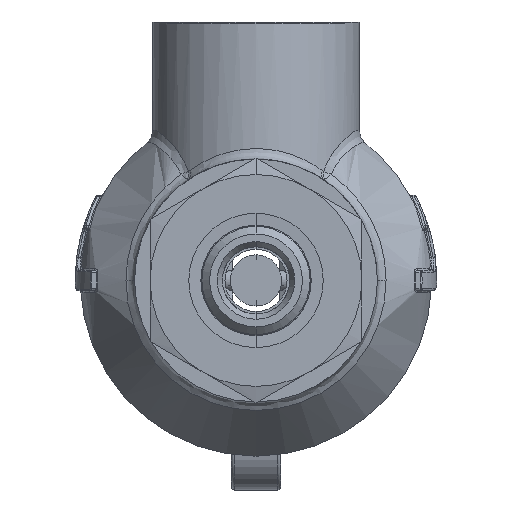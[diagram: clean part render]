
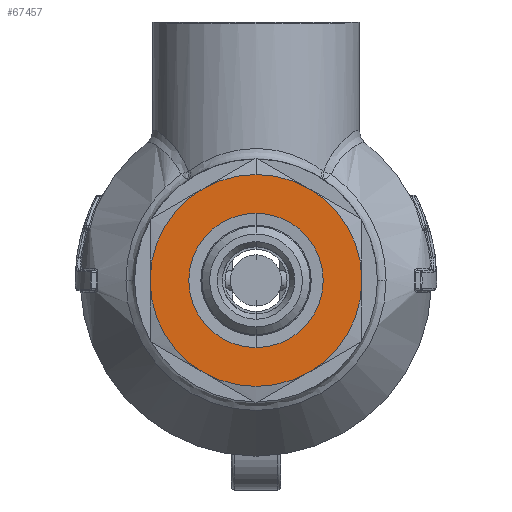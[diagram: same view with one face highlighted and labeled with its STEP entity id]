
A CAD part, front view. The second image highlights one B-rep face of the part: STEP entity #67457.
In plain terms, the highlighted planar face has unit normal (0, -1, 0).
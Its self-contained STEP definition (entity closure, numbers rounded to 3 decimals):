
#205 = AXIS2_PLACEMENT_3D ( 'NONE', #36814, #50843, #49972 ) ;
#279 = DIRECTION ( 'NONE',  ( 0., 0., 1. ) ) ;
#804 = VERTEX_POINT ( 'NONE', #21783 ) ;
#3294 = CARTESIAN_POINT ( 'NONE',  ( 0., -15., 0. ) ) ;
#4013 = DIRECTION ( 'NONE',  ( 0., 0., 1. ) ) ;
#4597 = DIRECTION ( 'NONE',  ( 0., 0., 1. ) ) ;
#4795 = ORIENTED_EDGE ( 'NONE', *, *, #56472, .F. ) ;
#6235 = CIRCLE ( 'NONE', #48457, 13. ) ;
#6369 = DIRECTION ( 'NONE',  ( 0., 0., 1. ) ) ;
#9179 = DIRECTION ( 'NONE',  ( 0., 0., 1. ) ) ;
#9532 = CARTESIAN_POINT ( 'NONE',  ( -20.5, -15., 0. ) ) ;
#11135 = EDGE_CURVE ( 'NONE', #14365, #46558, #62016, .T. ) ;
#14198 = CARTESIAN_POINT ( 'NONE',  ( 20.5, -15., 0. ) ) ;
#14365 = VERTEX_POINT ( 'NONE', #70799 ) ;
#16158 = EDGE_LOOP ( 'NONE', ( #4795, #22701, #41798, #41538, #39885, #54499, #28929 ) ) ;
#16392 = VERTEX_POINT ( 'NONE', #9532 ) ;
#16958 = ORIENTED_EDGE ( 'NONE', *, *, #77538, .T. ) ;
#17996 = CARTESIAN_POINT ( 'NONE',  ( 0., -15., 13. ) ) ;
#19692 = AXIS2_PLACEMENT_3D ( 'NONE', #37748, #51228, #4013 ) ;
#20513 = VERTEX_POINT ( 'NONE', #22576 ) ;
#21578 = AXIS2_PLACEMENT_3D ( 'NONE', #31017, #78749, #4597 ) ;
#21783 = CARTESIAN_POINT ( 'NONE',  ( -10.25, -15., -17.754 ) ) ;
#22576 = CARTESIAN_POINT ( 'NONE',  ( 10.25, -15., -17.754 ) ) ;
#22701 = ORIENTED_EDGE ( 'NONE', *, *, #24292, .F. ) ;
#24292 = EDGE_CURVE ( 'NONE', #46558, #79692, #52293, .T. ) ;
#25639 = DIRECTION ( 'NONE',  ( 0., 1., 0. ) ) ;
#25727 = DIRECTION ( 'NONE',  ( 0., 1., 0. ) ) ;
#27527 = DIRECTION ( 'NONE',  ( 0., 0., -1. ) ) ;
#27863 = CIRCLE ( 'NONE', #72733, 20.5 ) ;
#28929 = ORIENTED_EDGE ( 'NONE', *, *, #58819, .F. ) ;
#31017 = CARTESIAN_POINT ( 'NONE',  ( 0., -15., 0. ) ) ;
#32505 = EDGE_LOOP ( 'NONE', ( #16958, #34132 ) ) ;
#33179 = CARTESIAN_POINT ( 'NONE',  ( 0., -15., 0. ) ) ;
#34132 = ORIENTED_EDGE ( 'NONE', *, *, #44435, .T. ) ;
#36199 = AXIS2_PLACEMENT_3D ( 'NONE', #33179, #40175, #279 ) ;
#36269 = CIRCLE ( 'NONE', #54796, 20.5 ) ;
#36814 = CARTESIAN_POINT ( 'NONE',  ( 0., -15., 0. ) ) ;
#36927 = CARTESIAN_POINT ( 'NONE',  ( 10.25, -15., 17.754 ) ) ;
#37748 = CARTESIAN_POINT ( 'NONE',  ( 0., -15., 0. ) ) ;
#37811 = FACE_OUTER_BOUND ( 'NONE', #16158, .T. ) ;
#38937 = CARTESIAN_POINT ( 'NONE',  ( 0., -15., 0. ) ) ;
#39885 = ORIENTED_EDGE ( 'NONE', *, *, #81792, .F. ) ;
#40175 = DIRECTION ( 'NONE',  ( 0., 1., 0. ) ) ;
#41538 = ORIENTED_EDGE ( 'NONE', *, *, #63267, .F. ) ;
#41798 = ORIENTED_EDGE ( 'NONE', *, *, #11135, .F. ) ;
#44435 = EDGE_CURVE ( 'NONE', #75581, #51423, #6235, .T. ) ;
#45232 = CIRCLE ( 'NONE', #36199, 20.5 ) ;
#46558 = VERTEX_POINT ( 'NONE', #53715 ) ;
#47674 = AXIS2_PLACEMENT_3D ( 'NONE', #38937, #25727, #6369 ) ;
#48457 = AXIS2_PLACEMENT_3D ( 'NONE', #3294, #70398, #9179 ) ;
#48636 = CIRCLE ( 'NONE', #21578, 13. ) ;
#49972 = DIRECTION ( 'NONE',  ( 0., 0., 1. ) ) ;
#50395 = FACE_BOUND ( 'NONE', #32505, .T. ) ;
#50843 = DIRECTION ( 'NONE',  ( 0., 1., 0. ) ) ;
#51228 = DIRECTION ( 'NONE',  ( 0., 1., 0. ) ) ;
#51423 = VERTEX_POINT ( 'NONE', #17996 ) ;
#52293 = CIRCLE ( 'NONE', #19692, 20.5 ) ;
#53012 = DIRECTION ( 'NONE',  ( 0., 0., 1. ) ) ;
#53715 = CARTESIAN_POINT ( 'NONE',  ( 0., -15., 20.5 ) ) ;
#54499 = ORIENTED_EDGE ( 'NONE', *, *, #58940, .F. ) ;
#54796 = AXIS2_PLACEMENT_3D ( 'NONE', #79567, #25639, #59339 ) ;
#55785 = DIRECTION ( 'NONE',  ( 0., 0., 1. ) ) ;
#56472 = EDGE_CURVE ( 'NONE', #79692, #58855, #85768, .T. ) ;
#58470 = CARTESIAN_POINT ( 'NONE',  ( 0., -15., -13. ) ) ;
#58672 = AXIS2_PLACEMENT_3D ( 'NONE', #67320, #81393, #27527 ) ;
#58819 = EDGE_CURVE ( 'NONE', #58855, #20513, #36269, .T. ) ;
#58855 = VERTEX_POINT ( 'NONE', #14198 ) ;
#58910 = AXIS2_PLACEMENT_3D ( 'NONE', #60897, #86985, #53012 ) ;
#58940 = EDGE_CURVE ( 'NONE', #20513, #804, #27863, .T. ) ;
#59339 = DIRECTION ( 'NONE',  ( 0., 0., 1. ) ) ;
#60897 = CARTESIAN_POINT ( 'NONE',  ( 0., -15., 0. ) ) ;
#62016 = CIRCLE ( 'NONE', #47674, 20.5 ) ;
#63267 = EDGE_CURVE ( 'NONE', #16392, #14365, #81154, .T. ) ;
#67320 = CARTESIAN_POINT ( 'NONE',  ( 0., -15., 13. ) ) ;
#67457 = ADVANCED_FACE ( 'NONE', ( #37811, #50395 ), #74047, .T. ) ;
#68938 = CARTESIAN_POINT ( 'NONE',  ( 0., -15., 0. ) ) ;
#70398 = DIRECTION ( 'NONE',  ( 0., 1., 0. ) ) ;
#70799 = CARTESIAN_POINT ( 'NONE',  ( -10.25, -15., 17.754 ) ) ;
#72733 = AXIS2_PLACEMENT_3D ( 'NONE', #68938, #83295, #55785 ) ;
#74047 = PLANE ( 'NONE',  #58672 ) ;
#75581 = VERTEX_POINT ( 'NONE', #58470 ) ;
#77538 = EDGE_CURVE ( 'NONE', #51423, #75581, #48636, .T. ) ;
#78749 = DIRECTION ( 'NONE',  ( 0., 1., 0. ) ) ;
#79567 = CARTESIAN_POINT ( 'NONE',  ( 0., -15., 0. ) ) ;
#79692 = VERTEX_POINT ( 'NONE', #36927 ) ;
#81154 = CIRCLE ( 'NONE', #58910, 20.5 ) ;
#81393 = DIRECTION ( 'NONE',  ( 0., -1., 0. ) ) ;
#81792 = EDGE_CURVE ( 'NONE', #804, #16392, #45232, .T. ) ;
#83295 = DIRECTION ( 'NONE',  ( 0., 1., 0. ) ) ;
#85768 = CIRCLE ( 'NONE', #205, 20.5 ) ;
#86985 = DIRECTION ( 'NONE',  ( 0., 1., 0. ) ) ;
